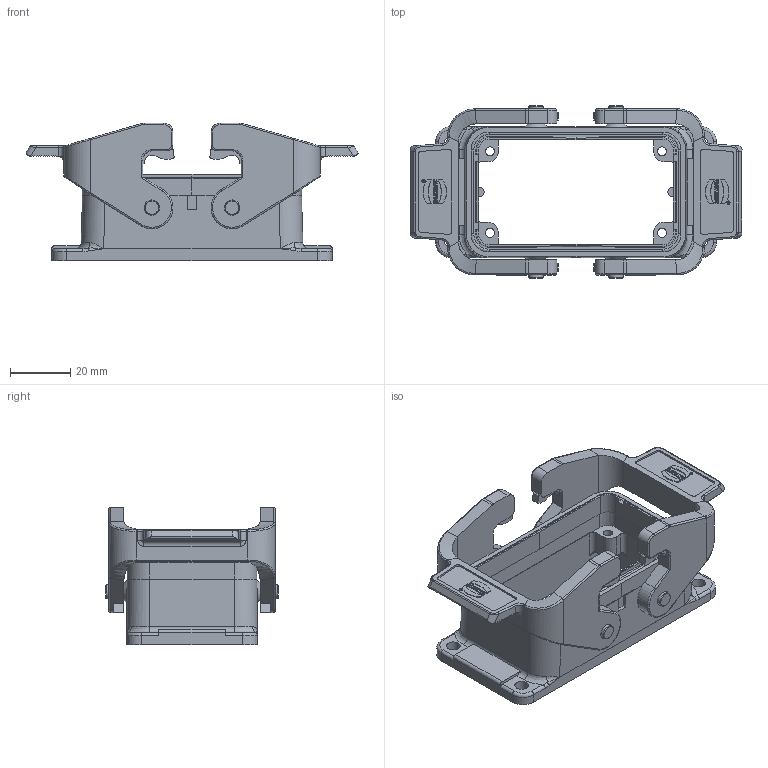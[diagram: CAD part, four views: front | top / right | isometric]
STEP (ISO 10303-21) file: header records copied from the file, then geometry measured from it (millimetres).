
FILE_DESCRIPTION(/* description */ (''),/* implementation_level */ '2;1');
FILE_NAME(/* name */ '100095185ugm000_c.stp',/* time_stamp */ '2017-11-03T10:33:43+01:00',/* author */ (''),/* organization */ (''),/* preprocessor_version */ 'ST-DEVELOPER v16',/* originating_system */ 'SIEMENS PLM Software NX 10.0',/* authorisation */ '');
FILE_SCHEMA (('AUTOMOTIVE_DESIGN { 1 0 10303 214 3 1 1 1 }'));
Products named in the file (1): 100095185ugm000_c
Bounding box: 110 x 57.2 x 45.6 mm (x, y, z)
Volume: 47770.3 mm3; surface area: 29739.2 mm2
Topology: 3 solids, 3 shells, 1168 faces, 3593 edges, 2971 vertices
Faces by surface type: plane 604, bspline 306, cylinder 210, cone 34, torus 12, sphere 2
Full cylindrical faces by diameter (mm): 3 x4, 4.5 x4, 4.8 x4, 5.1 x4
Entity records: 52430 total; most frequent: CARTESIAN_POINT 15113, ORIENTED_EDGE 6076, DIRECTION 4858, EDGE_CURVE 3038, VERTEX_POINT 1968, LINE 1946, VECTOR 1946, PRESENTATION_STYLE_ASSIGNMENT 1573
